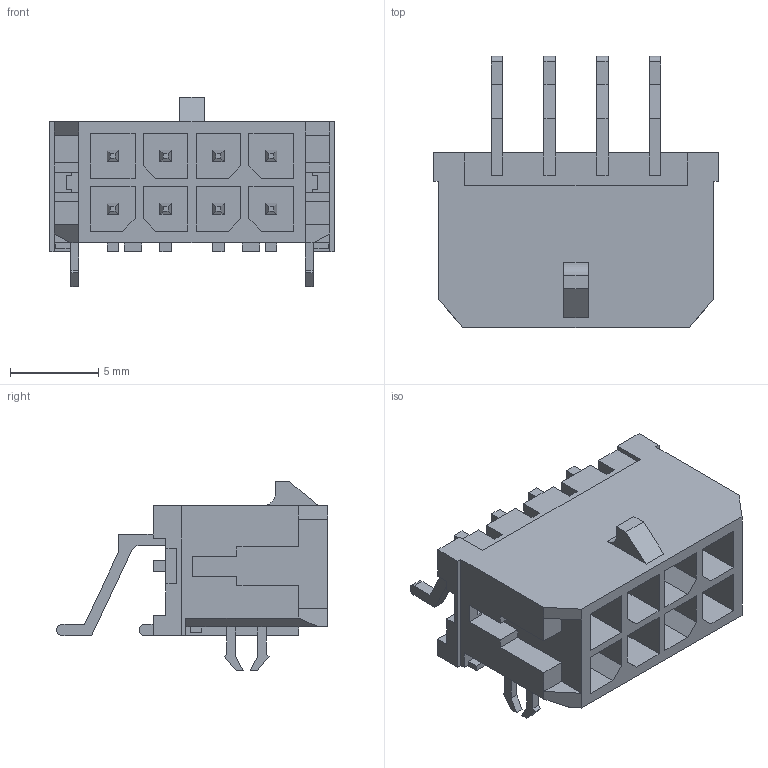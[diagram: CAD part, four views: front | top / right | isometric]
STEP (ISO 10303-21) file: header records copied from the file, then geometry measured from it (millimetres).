
FILE_DESCRIPTION(('FreeCAD Model'),'2;1');
FILE_NAME('430450806.step','2017-10-19T00:12:31',( 'kicad StepUp'),('ksu MCAD'),'Open CASCADE STEP processor 6.8', 'FreeCAD','Unknown');
FILE_SCHEMA(('AUTOMOTIVE_DESIGN_CC2 { 1 2 10303 214 -1 1 5 4 }'));
Length unit declared in the file: millimetre
Products named in the file (1): 430450806
Bounding box: 16.15 x 15.4 x 10.77 mm (x, y, z)
Volume: 658.5 mm3; surface area: 1511.4 mm2
Topology: 1 solids, 5 shells, 421 faces, 1087 edges, 696 vertices
Faces by surface type: plane 406, cylinder 15
Entity records: 12476 total; most frequent: CARTESIAN_POINT 2205, ORIENTED_EDGE 2174, DIRECTION 1961, EDGE_CURVE 1087, LINE 1057, VECTOR 1057, VERTEX_POINT 696, AXIS2_PLACEMENT_3D 452
